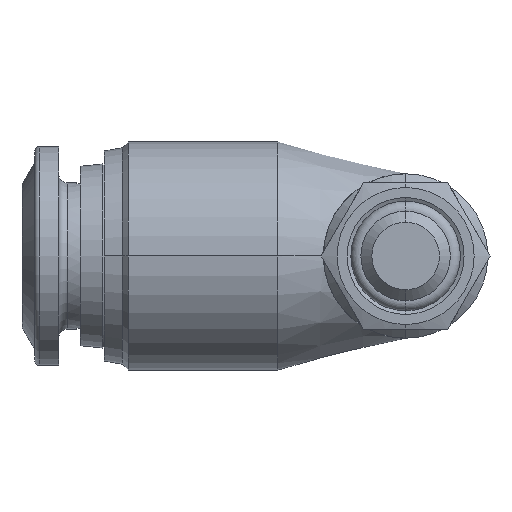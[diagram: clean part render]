
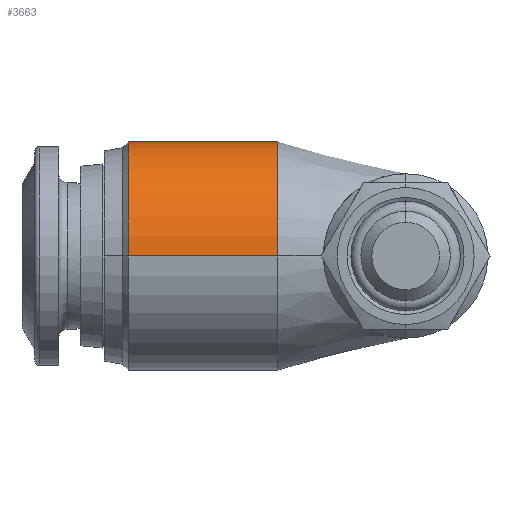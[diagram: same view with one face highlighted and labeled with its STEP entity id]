
A CAD part, front view. The second image highlights one B-rep face of the part: STEP entity #3663.
In plain terms, the highlighted cylindrical face has radius 6.25 mm (diameter 12.5 mm), a partial arc.
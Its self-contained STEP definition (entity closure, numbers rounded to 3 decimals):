
#303 = VERTEX_POINT ( 'NONE', #2126 ) ;
#304 = VERTEX_POINT ( 'NONE', #2134 ) ;
#416 = CARTESIAN_POINT ( 'NONE',  ( -7., 15.55, 0. ) ) ;
#417 = DIRECTION ( 'NONE',  ( -1., 0., 0. ) ) ;
#418 = DIRECTION ( 'NONE',  ( 0., -1., 0. ) ) ;
#518 = DIRECTION ( 'NONE',  ( -1., 0., 0. ) ) ;
#522 = CARTESIAN_POINT ( 'NONE',  ( -18., 21.8, 0. ) ) ;
#526 = CARTESIAN_POINT ( 'NONE',  ( -18., 9.3, 0. ) ) ;
#528 = DIRECTION ( 'NONE',  ( -1., 0., 0. ) ) ;
#1442 = CYLINDRICAL_SURFACE ( 'NONE', #1634, 6.25 ) ;
#1453 = FACE_OUTER_BOUND ( 'NONE', #1910, .T. ) ;
#1554 = CIRCLE ( 'NONE', #1680, 6.25 ) ;
#1580 = LINE ( 'NONE', #522, #1583 ) ;
#1582 = LINE ( 'NONE', #526, #1585 ) ;
#1583 = VECTOR ( 'NONE', #518, 1000. ) ;
#1585 = VECTOR ( 'NONE', #528, 1000. ) ;
#1634 = AXIS2_PLACEMENT_3D ( 'NONE', #2897, #2898, #2896 ) ;
#1680 = AXIS2_PLACEMENT_3D ( 'NONE', #416, #417, #418 ) ;
#1910 = EDGE_LOOP ( 'NONE', ( #3163, #3155, #3151, #3148 ) ) ;
#2126 = CARTESIAN_POINT ( 'NONE',  ( -7., 9.3, 0. ) ) ;
#2134 = CARTESIAN_POINT ( 'NONE',  ( -7., 21.8, 0. ) ) ;
#2270 = CARTESIAN_POINT ( 'NONE',  ( -15.176, 15.55, 0. ) ) ;
#2271 = DIRECTION ( 'NONE',  ( 1., 0., 0. ) ) ;
#2272 = DIRECTION ( 'NONE',  ( 0., 1., 0. ) ) ;
#2602 = VERTEX_POINT ( 'NONE', #3204 ) ;
#2605 = VERTEX_POINT ( 'NONE', #3196 ) ;
#2896 = DIRECTION ( 'NONE',  ( 0., -1., 0. ) ) ;
#2897 = CARTESIAN_POINT ( 'NONE',  ( -18., 15.55, 0. ) ) ;
#2898 = DIRECTION ( 'NONE',  ( -1., 0., 0. ) ) ;
#3148 = ORIENTED_EDGE ( 'NONE', *, *, #4125, .F. ) ;
#3151 = ORIENTED_EDGE ( 'NONE', *, *, #4319, .T. ) ;
#3155 = ORIENTED_EDGE ( 'NONE', *, *, #4124, .T. ) ;
#3163 = ORIENTED_EDGE ( 'NONE', *, *, #4103, .T. ) ;
#3196 = CARTESIAN_POINT ( 'NONE',  ( -15.176, 21.8, 0. ) ) ;
#3204 = CARTESIAN_POINT ( 'NONE',  ( -15.176, 9.3, 0. ) ) ;
#3663 = ADVANCED_FACE ( 'NONE', ( #1453 ), #1442, .T. ) ;
#4103 = EDGE_CURVE ( 'NONE', #303, #304, #1554, .T. ) ;
#4124 = EDGE_CURVE ( 'NONE', #304, #2605, #1580, .T. ) ;
#4125 = EDGE_CURVE ( 'NONE', #303, #2602, #1582, .T. ) ;
#4319 = EDGE_CURVE ( 'NONE', #2605, #2602, #4620, .T. ) ;
#4620 = CIRCLE ( 'NONE', #5313, 6.25 ) ;
#5313 = AXIS2_PLACEMENT_3D ( 'NONE', #2270, #2271, #2272 ) ;
